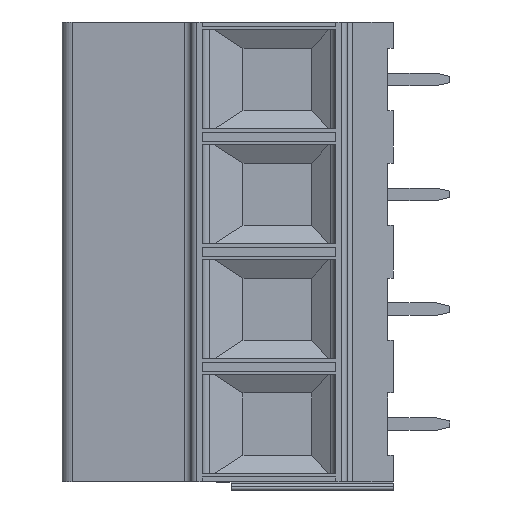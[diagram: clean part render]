
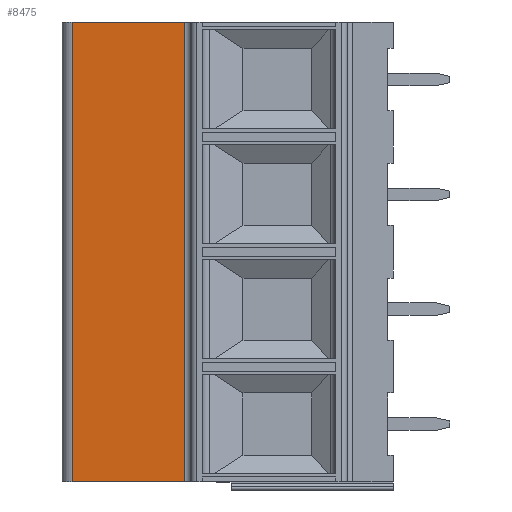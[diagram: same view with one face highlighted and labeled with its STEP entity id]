
A CAD part, left-side view. The second image highlights one B-rep face of the part: STEP entity #8475.
In plain terms, the highlighted planar face has unit normal (-0.996, 0.087, 0).
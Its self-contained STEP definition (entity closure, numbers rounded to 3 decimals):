
#84=DIRECTION('',(-0.087,-0.996,0.));
#85=VECTOR('',#84,9.977);
#86=CARTESIAN_POINT('',(-5.075,13.737,35.56));
#87=LINE('',#86,#85);
#2289=DIRECTION('',(0.,0.,-1.));
#2290=VECTOR('',#2289,40.64);
#2291=CARTESIAN_POINT('',(-5.075,13.737,35.56));
#2292=LINE('',#2291,#2290);
#2293=DIRECTION('',(0.,0.,-1.));
#2294=VECTOR('',#2293,40.64);
#2295=CARTESIAN_POINT('',(-5.945,3.798,35.56));
#2296=LINE('',#2295,#2294);
#2425=DIRECTION('',(-0.087,-0.996,0.));
#2426=VECTOR('',#2425,9.977);
#2427=CARTESIAN_POINT('',(-5.075,13.737,-5.08));
#2428=LINE('',#2427,#2426);
#4615=CARTESIAN_POINT('',(-5.075,13.737,35.56));
#4617=VERTEX_POINT('',#4615);
#4618=CARTESIAN_POINT('',(-5.945,3.798,35.56));
#4619=VERTEX_POINT('',#4618);
#4645=CARTESIAN_POINT('',(-5.075,13.737,-5.08));
#4647=VERTEX_POINT('',#4645);
#4648=CARTESIAN_POINT('',(-5.945,3.798,-5.08));
#4649=VERTEX_POINT('',#4648);
#8462=CARTESIAN_POINT('',(-5.075,13.737,35.56));
#8463=DIRECTION('',(-0.996,0.087,0.));
#8464=DIRECTION('',(-0.087,-0.996,0.));
#8465=AXIS2_PLACEMENT_3D('',#8462,#8463,#8464);
#8466=PLANE('',#8465);
#8467=ORIENTED_EDGE('',*,*,#5947,.T.);
#8469=ORIENTED_EDGE('',*,*,#8468,.T.);
#8471=ORIENTED_EDGE('',*,*,#8470,.F.);
#8472=ORIENTED_EDGE('',*,*,#8454,.F.);
#8473=EDGE_LOOP('',(#8467,#8469,#8471,#8472));
#8474=FACE_OUTER_BOUND('',#8473,.F.);
#5947=EDGE_CURVE('',#4617,#4619,#87,.T.);
#8454=EDGE_CURVE('',#4617,#4647,#2292,.T.);
#8468=EDGE_CURVE('',#4619,#4649,#2296,.T.);
#8470=EDGE_CURVE('',#4647,#4649,#2428,.T.);
#8475=ADVANCED_FACE('',(#8474),#8466,.T.);
